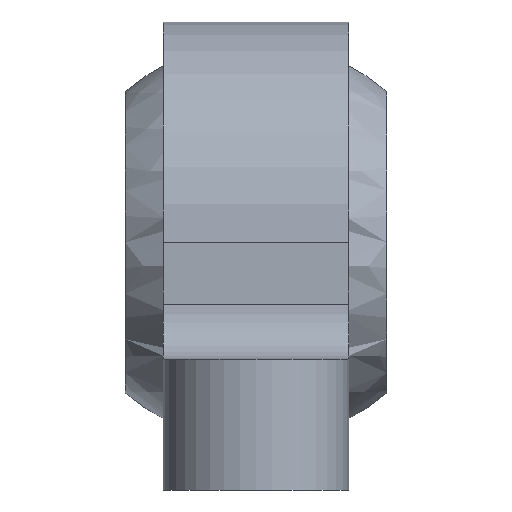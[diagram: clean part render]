
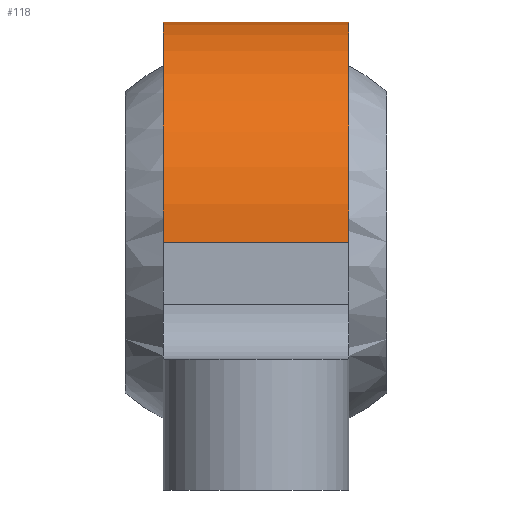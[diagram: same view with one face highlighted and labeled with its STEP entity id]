
A CAD part, left-side view. The second image highlights one B-rep face of the part: STEP entity #118.
In plain terms, the highlighted cylindrical face has radius 16 mm (diameter 32 mm), a partial arc.
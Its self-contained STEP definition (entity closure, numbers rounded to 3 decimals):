
#118=ADVANCED_FACE('',(#224),#225,.T.);
#224=FACE_OUTER_BOUND('',#337,.T.);
#225=CYLINDRICAL_SURFACE('',#338,16.);
#337=EDGE_LOOP('',(#470,#471,#472,#473));
#338=AXIS2_PLACEMENT_3D('',#474,#475,#476);
#470=ORIENTED_EDGE('',*,*,#711,.F.);
#471=ORIENTED_EDGE('',*,*,#712,.T.);
#472=ORIENTED_EDGE('',*,*,#713,.F.);
#473=ORIENTED_EDGE('',*,*,#714,.T.);
#474=CARTESIAN_POINT('',(0.0,6.75,0.002));
#475=DIRECTION('',(0.0,-1.0,0.0));
#476=DIRECTION('',(1.,0.0,0.));
#711=EDGE_CURVE('',#829,#830,#831,.T.);
#712=EDGE_CURVE('',#829,#832,#833,.T.);
#713=EDGE_CURVE('',#834,#832,#835,.T.);
#714=EDGE_CURVE('',#834,#830,#836,.T.);
#829=VERTEX_POINT('',#993);
#830=VERTEX_POINT('',#994);
#831=LINE('',#995,#996);
#832=VERTEX_POINT('',#997);
#833=CIRCLE('',#998,16.);
#834=VERTEX_POINT('',#999);
#835=LINE('',#1000,#1001);
#836=CIRCLE('',#1002,16.);
#993=CARTESIAN_POINT('',(-16.,-6.75,0.004));
#994=CARTESIAN_POINT('',(-16.,6.75,0.004));
#995=CARTESIAN_POINT('',(-16.,6.75,0.004));
#996=VECTOR('',#1198,1.0);
#997=CARTESIAN_POINT('',(16.,-6.75,0.));
#998=AXIS2_PLACEMENT_3D('',#1199,#1200,#1201);
#999=CARTESIAN_POINT('',(16.,6.75,0.));
#1000=CARTESIAN_POINT('',(16.,6.75,0.));
#1001=VECTOR('',#1202,1.0);
#1002=AXIS2_PLACEMENT_3D('',#1203,#1204,#1205);
#1198=DIRECTION('',(-0.0,1.0,-0.0));
#1199=CARTESIAN_POINT('',(0.0,-6.75,0.002));
#1200=DIRECTION('',(-0.0,1.0,0.0));
#1201=DIRECTION('',(1.,0.0,0.));
#1202=DIRECTION('',(0.0,-1.0,0.0));
#1203=CARTESIAN_POINT('',(0.0,6.75,0.002));
#1204=DIRECTION('',(0.0,-1.0,0.0));
#1205=DIRECTION('',(1.,0.0,0.));
